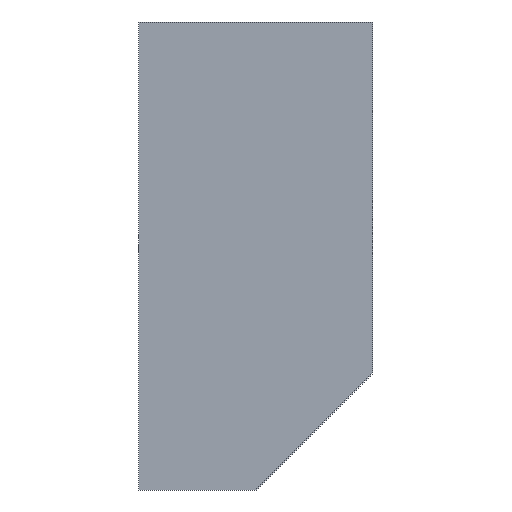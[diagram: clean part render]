
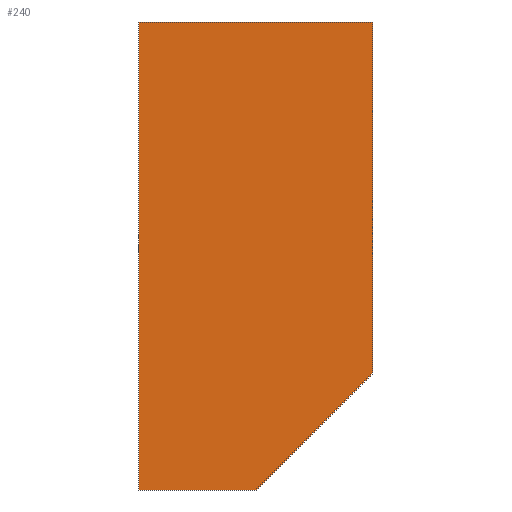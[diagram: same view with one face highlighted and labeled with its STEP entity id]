
A CAD part, front view. The second image highlights one B-rep face of the part: STEP entity #240.
In plain terms, the highlighted planar face has unit normal (0, -1, 0).
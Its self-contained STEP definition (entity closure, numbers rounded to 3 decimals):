
#204 = EDGE_CURVE('',#205,#207,#209,.T.);
#205 = VERTEX_POINT('',#206);
#206 = CARTESIAN_POINT('',(12.,22.5,18.));
#207 = VERTEX_POINT('',#208);
#208 = CARTESIAN_POINT('',(12.,22.5,24.));
#209 = LINE('',#210,#211);
#210 = CARTESIAN_POINT('',(12.,22.5,16.));
#211 = VECTOR('',#212,1.);
#212 = DIRECTION('',(0.,0.,1.));
#240 = ADVANCED_FACE('',(#241),#274,.F.);
#241 = FACE_BOUND('',#242,.F.);
#242 = EDGE_LOOP('',(#243,#253,#261,#267,#268));
#243 = ORIENTED_EDGE('',*,*,#244,.F.);
#244 = EDGE_CURVE('',#245,#247,#249,.T.);
#245 = VERTEX_POINT('',#246);
#246 = CARTESIAN_POINT('',(8.,22.5,16.));
#247 = VERTEX_POINT('',#248);
#248 = CARTESIAN_POINT('',(10.,22.5,16.));
#249 = LINE('',#250,#251);
#250 = CARTESIAN_POINT('',(8.,22.5,16.));
#251 = VECTOR('',#252,1.);
#252 = DIRECTION('',(1.,0.,0.));
#253 = ORIENTED_EDGE('',*,*,#254,.T.);
#254 = EDGE_CURVE('',#245,#255,#257,.T.);
#255 = VERTEX_POINT('',#256);
#256 = CARTESIAN_POINT('',(8.,22.5,24.));
#257 = LINE('',#258,#259);
#258 = CARTESIAN_POINT('',(8.,22.5,16.));
#259 = VECTOR('',#260,1.);
#260 = DIRECTION('',(0.,0.,1.));
#261 = ORIENTED_EDGE('',*,*,#262,.T.);
#262 = EDGE_CURVE('',#255,#207,#263,.T.);
#263 = LINE('',#264,#265);
#264 = CARTESIAN_POINT('',(8.,22.5,24.));
#265 = VECTOR('',#266,1.);
#266 = DIRECTION('',(1.,0.,0.));
#267 = ORIENTED_EDGE('',*,*,#204,.F.);
#268 = ORIENTED_EDGE('',*,*,#269,.T.);
#269 = EDGE_CURVE('',#205,#247,#270,.T.);
#270 = LINE('',#271,#272);
#271 = CARTESIAN_POINT('',(10.,22.5,16.));
#272 = VECTOR('',#273,1.);
#273 = DIRECTION('',(-0.707,0.,-0.707));
#274 = PLANE('',#275);
#275 = AXIS2_PLACEMENT_3D('',#276,#277,#278);
#276 = CARTESIAN_POINT('',(8.,22.5,16.));
#277 = DIRECTION('',(0.,1.,0.));
#278 = DIRECTION('',(0.,0.,1.));
